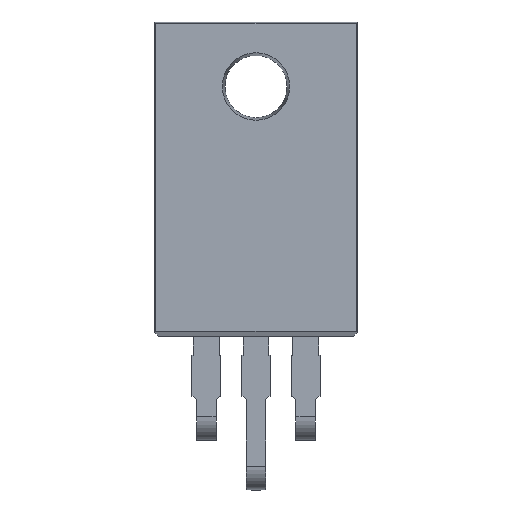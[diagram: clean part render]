
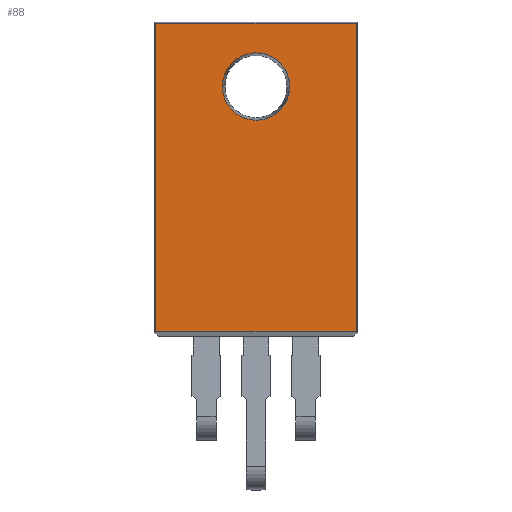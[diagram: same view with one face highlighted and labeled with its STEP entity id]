
A CAD part, top view. The second image highlights one B-rep face of the part: STEP entity #88.
In plain terms, the highlighted planar face has unit normal (0, 0, 1).
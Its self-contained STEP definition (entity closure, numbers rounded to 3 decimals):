
#88=ADVANCED_FACE('',(#916,#918),#920,.T.);
#916=FACE_BOUND('',#917,.T.);
#917=EDGE_LOOP('',(#1566,#1567,#1568,#1569));
#918=FACE_BOUND('',#919,.T.);
#919=EDGE_LOOP('',(#1570));
#920=PLANE('',#921);
#921=AXIS2_PLACEMENT_3D('',#922,#923,#924);
#922=CARTESIAN_POINT('',(0.,0.,4.9));
#923=DIRECTION('',(0.,0.,1.));
#924=DIRECTION('',(1.,0.,0.));
#1566=ORIENTED_EDGE('',*,*,#2016,.T.);
#1567=ORIENTED_EDGE('',*,*,#2017,.T.);
#1568=ORIENTED_EDGE('',*,*,#2018,.T.);
#1569=ORIENTED_EDGE('',*,*,#2019,.T.);
#1570=ORIENTED_EDGE('',*,*,#2020,.T.);
#2016=EDGE_CURVE('',#2241,#2242,#2243,.F.);
#2017=EDGE_CURVE('',#2242,#2244,#2245,.T.);
#2018=EDGE_CURVE('',#2244,#2246,#2247,.T.);
#2019=EDGE_CURVE('',#2246,#2241,#2248,.T.);
#2020=EDGE_CURVE('',#2249,#2249,#2250,.T.);
#2241=VERTEX_POINT('',#2608);
#2242=VERTEX_POINT('',#2609);
#2243=LINE('',#2610,#2611);
#2244=VERTEX_POINT('',#2613);
#2245=LINE('',#2614,#2615);
#2246=VERTEX_POINT('',#2617);
#2247=LINE('',#2618,#2619);
#2248=LINE('',#2621,#2622);
#2249=VERTEX_POINT('',#2624);
#2250=CIRCLE('',#2625,1.724);
#2608=CARTESIAN_POINT('',(-5.117,7.803,4.9));
#2609=CARTESIAN_POINT('',(5.117,7.803,4.9));
#2610=CARTESIAN_POINT('',(5.117,7.803,4.9));
#2611=VECTOR('',#2612,1.);
#2612=DIRECTION('',(-1.,0.,0.));
#2613=CARTESIAN_POINT('',(5.117,23.557,4.9));
#2614=CARTESIAN_POINT('',(5.117,7.803,4.9));
#2615=VECTOR('',#2616,1.);
#2616=DIRECTION('',(0.,1.,0.));
#2617=CARTESIAN_POINT('',(-5.117,23.557,4.9));
#2618=CARTESIAN_POINT('',(5.117,23.557,4.9));
#2619=VECTOR('',#2620,1.);
#2620=DIRECTION('',(-1.,0.,0.));
#2621=CARTESIAN_POINT('',(-5.117,23.557,4.9));
#2622=VECTOR('',#2623,1.);
#2623=DIRECTION('',(0.,-1.,0.));
#2624=CARTESIAN_POINT('',(-1.724,20.32,4.9));
#2625=AXIS2_PLACEMENT_3D('',#2626,#2627,#2628);
#2626=CARTESIAN_POINT('',(0.,20.32,4.9));
#2627=DIRECTION('',(-0.,-0.,-1.));
#2628=DIRECTION('',(-1.,0.,0.));
